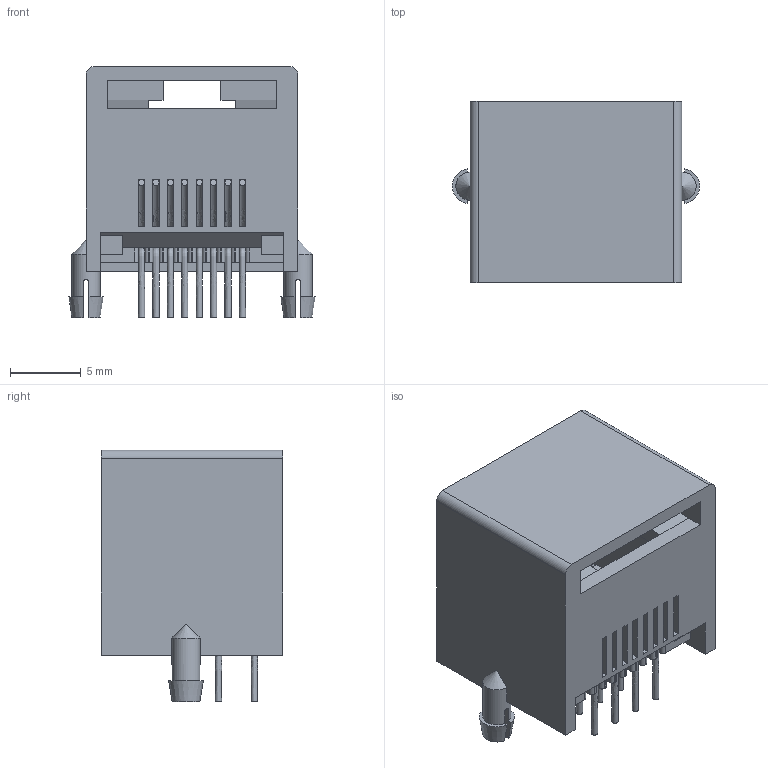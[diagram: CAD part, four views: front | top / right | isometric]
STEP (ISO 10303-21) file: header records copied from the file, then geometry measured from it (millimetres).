
FILE_DESCRIPTION(/* description */ ('Unknown'),/* implementation_level */ '2;1');
FILE_NAME(/* name */ 'J_Wurth_WR-MJ_615008148521',/* time_stamp */ '2025-07-01T09:44:40+08:00',/* author */ ('Unknown'),/* organization */ ('Unknown'),/* preprocessor_version */ 'ST-DEVELOPER v19.4',/* originating_system */ 'Solid Edge',/* authorisation */ 'Unknown');
FILE_SCHEMA (('AUTOMOTIVE_DESIGN {1 0 10303 214 3 1 1}'));
Length unit declared in the file: millimetre
Products named in the file (2): J_Wurth_WR-MJ_615008148521
Assembly tree (1 placements, depth 2):
  J_Wurth_WR-MJ_615008148521
    J_Wurth_WR-MJ_615008148521
Bounding box: 17.49 x 12.85 x 17.8 mm (x, y, z)
Volume: 1201 mm3; surface area: 2523.3 mm2
Topology: 9 solids, 9 shells, 267 faces, 776 edges, 502 vertices
Faces by surface type: plane 222, cylinder 31, bspline 8, cone 6
Full cylindrical faces by diameter (mm): 2 x2
Entity records: 18052 total; most frequent: CARTESIAN_POINT 10885, ORIENTED_EDGE 1528, DIRECTION 1362, EDGE_CURVE 764, LINE 664, VECTOR 664, VERTEX_POINT 500, AXIS2_PLACEMENT_3D 349
